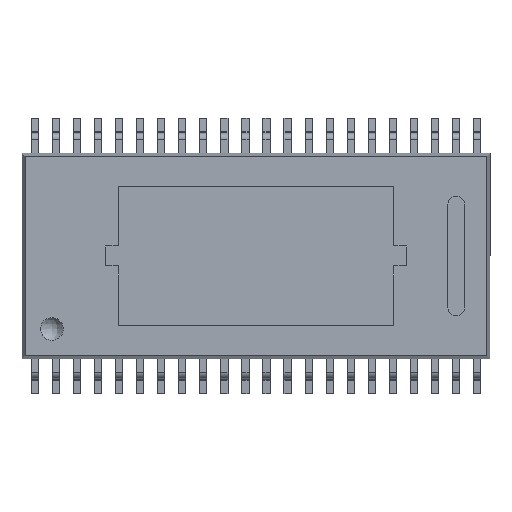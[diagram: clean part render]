
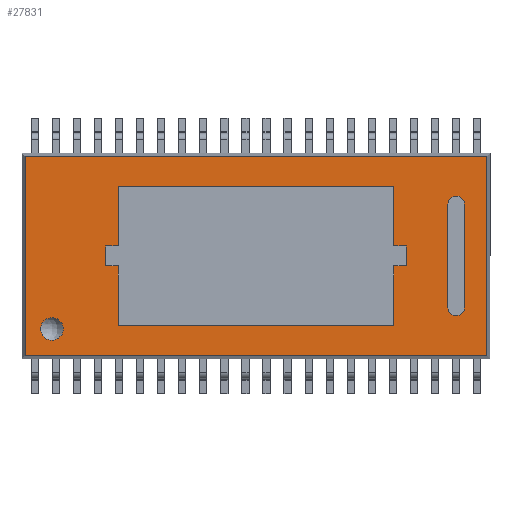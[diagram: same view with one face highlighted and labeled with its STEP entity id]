
A CAD part, top view. The second image highlights one B-rep face of the part: STEP entity #27831.
In plain terms, the highlighted planar face has unit normal (0, 0, 1).
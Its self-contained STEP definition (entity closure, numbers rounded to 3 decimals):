
#202 = VERTEX_POINT ( 'NONE', #22786 ) ;
#578 = ORIENTED_EDGE ( 'NONE', *, *, #25361, .T. ) ;
#1394 = CARTESIAN_POINT ( 'NONE',  ( 0.86, 2.04, 1.19 ) ) ;
#1568 = CARTESIAN_POINT ( 'NONE',  ( 0.824, 1.772, 1.19 ) ) ;
#1762 = VECTOR ( 'NONE', #27197, 1000. ) ;
#2296 = EDGE_CURVE ( 'NONE', #12279, #21588, #12133, .T. ) ;
#2505 = VERTEX_POINT ( 'NONE', #20672 ) ;
#2888 = VECTOR ( 'NONE', #11798, 1000. ) ;
#2898 = ORIENTED_EDGE ( 'NONE', *, *, #6516, .T. ) ;
#2980 = VECTOR ( 'NONE', #24731, 1000. ) ;
#3135 = CARTESIAN_POINT ( 'NONE',  ( 0.86, 1.95, 1.19 ) ) ;
#3273 = ORIENTED_EDGE ( 'NONE', *, *, #2296, .F. ) ;
#3315 = EDGE_LOOP ( 'NONE', ( #22596, #15276, #3273, #7056 ) ) ;
#3586 = B_SPLINE_CURVE_WITH_KNOTS ( 'NONE', 3,
 ( #28124, #6224, #1568, #13367, #30022, #13967, #23194, #16163, #30617, #23499 ),
 .UNSPECIFIED., .F., .F.,
 ( 4, 2, 2, 2, 4 ),
 ( 0., 0., 0.001, 0.001, 0.001 ),
 .UNSPECIFIED. ) ;
#3983 = CIRCLE ( 'NONE', #22852, 0.24 ) ;
#4292 = EDGE_CURVE ( 'NONE', #14328, #202, #27162, .T. ) ;
#4314 = CARTESIAN_POINT ( 'NONE',  ( -0.283, 1.15, 1.19 ) ) ;
#4660 = DIRECTION ( 'NONE',  ( 0., 1., 0. ) ) ;
#4816 = CARTESIAN_POINT ( 'NONE',  ( -0.283, 1.05, 1.19 ) ) ;
#5388 = CARTESIAN_POINT ( 'NONE',  ( -0.383, 1.05, 1.19 ) ) ;
#6084 = CARTESIAN_POINT ( 'NONE',  ( -0.383, 7.15, 1.19 ) ) ;
#6224 = CARTESIAN_POINT ( 'NONE',  ( 0.86, 1.86, 1.19 ) ) ;
#6516 = EDGE_CURVE ( 'NONE', #2505, #11305, #12114, .T. ) ;
#6798 = ORIENTED_EDGE ( 'NONE', *, *, #19620, .T. ) ;
#7056 = ORIENTED_EDGE ( 'NONE', *, *, #10104, .F. ) ;
#7756 = LINE ( 'NONE', #24892, #2980 ) ;
#7952 = LINE ( 'NONE', #12610, #1762 ) ;
#8333 = CARTESIAN_POINT ( 'NONE',  ( 12.95, 5.71, 1.19 ) ) ;
#9112 = AXIS2_PLACEMENT_3D ( 'NONE', #17723, #29061, #27316 ) ;
#9234 = VERTEX_POINT ( 'NONE', #8333 ) ;
#9321 = LINE ( 'NONE', #18818, #2888 ) ;
#9358 = DIRECTION ( 'NONE',  ( 0., 0., -1. ) ) ;
#9638 = EDGE_LOOP ( 'NONE', ( #22259, #19139 ) ) ;
#9860 = EDGE_CURVE ( 'NONE', #9234, #2505, #18371, .T. ) ;
#9906 = FACE_OUTER_BOUND ( 'NONE', #3315, .T. ) ;
#10059 = FACE_BOUND ( 'NONE', #20256, .T. ) ;
#10104 = EDGE_CURVE ( 'NONE', #29525, #12279, #7756, .T. ) ;
#10919 = DIRECTION ( 'NONE',  ( 1., 0., 0. ) ) ;
#11023 = CARTESIAN_POINT ( 'NONE',  ( 0.216, 2.127, 1.19 ) ) ;
#11305 = VERTEX_POINT ( 'NONE', #12440 ) ;
#11398 = VECTOR ( 'NONE', #25419, 1000. ) ;
#11537 = DIRECTION ( 'NONE',  ( 1., 0., 0. ) ) ;
#11798 = DIRECTION ( 'NONE',  ( -1., 0., 0. ) ) ;
#12051 = EDGE_CURVE ( 'NONE', #28318, #21128, #3586, .T. ) ;
#12114 = CIRCLE ( 'NONE', #9112, 0.24 ) ;
#12133 = LINE ( 'NONE', #4816, #23522 ) ;
#12279 = VERTEX_POINT ( 'NONE', #4314 ) ;
#12440 = CARTESIAN_POINT ( 'NONE',  ( 12.71, 2.35, 1.19 ) ) ;
#12610 = CARTESIAN_POINT ( 'NONE',  ( 12.45, 1.05, 1.19 ) ) ;
#13209 = CARTESIAN_POINT ( 'NONE',  ( 0.609, 2.29, 1.19 ) ) ;
#13260 = CARTESIAN_POINT ( 'NONE',  ( 12.71, 5.71, 1.19 ) ) ;
#13367 = CARTESIAN_POINT ( 'NONE',  ( 0.698, 1.646, 1.19 ) ) ;
#13895 = EDGE_CURVE ( 'NONE', #15748, #14328, #30336, .T. ) ;
#13967 = CARTESIAN_POINT ( 'NONE',  ( 0.43, 1.61, 1.19 ) ) ;
#14239 = DIRECTION ( 'NONE',  ( 0., 0., -1. ) ) ;
#14328 = VERTEX_POINT ( 'NONE', #19590 ) ;
#14659 = CARTESIAN_POINT ( 'NONE',  ( 0.18, 1.95, 1.19 ) ) ;
#14876 = DIRECTION ( 'NONE',  ( 0., 0., 1. ) ) ;
#14945 = ORIENTED_EDGE ( 'NONE', *, *, #13895, .T. ) ;
#15276 = ORIENTED_EDGE ( 'NONE', *, *, #22153, .F. ) ;
#15527 = VERTEX_POINT ( 'NONE', #23713 ) ;
#15572 = DIRECTION ( 'NONE',  ( 1., 0., 0. ) ) ;
#15748 = VERTEX_POINT ( 'NONE', #24445 ) ;
#16008 = CARTESIAN_POINT ( 'NONE',  ( 12.95, 1.05, 1.19 ) ) ;
#16163 = CARTESIAN_POINT ( 'NONE',  ( 0.216, 1.772, 1.19 ) ) ;
#16562 = CARTESIAN_POINT ( 'NONE',  ( 12.69, 5.71, 1.19 ) ) ;
#17070 = DIRECTION ( 'NONE',  ( 1., 0., 0. ) ) ;
#17264 = AXIS2_PLACEMENT_3D ( 'NONE', #16562, #14239, #26157 ) ;
#17320 = LINE ( 'NONE', #24809, #29993 ) ;
#17692 = CARTESIAN_POINT ( 'NONE',  ( 12.69, 2.35, 1.19 ) ) ;
#17723 = CARTESIAN_POINT ( 'NONE',  ( 12.71, 2.59, 1.19 ) ) ;
#18371 = LINE ( 'NONE', #16008, #11398 ) ;
#18818 = CARTESIAN_POINT ( 'NONE',  ( -0.383, 2.35, 1.19 ) ) ;
#19139 = ORIENTED_EDGE ( 'NONE', *, *, #22302, .T. ) ;
#19207 = ORIENTED_EDGE ( 'NONE', *, *, #4292, .T. ) ;
#19398 = FACE_BOUND ( 'NONE', #9638, .T. ) ;
#19590 = CARTESIAN_POINT ( 'NONE',  ( 12.69, 5.95, 1.19 ) ) ;
#19620 = EDGE_CURVE ( 'NONE', #11305, #27223, #9321, .T. ) ;
#20057 = CARTESIAN_POINT ( 'NONE',  ( 0.431, 2.29, 1.19 ) ) ;
#20256 = EDGE_LOOP ( 'NONE', ( #14945, #19207, #27120, #29258, #2898, #6798, #578, #25125 ) ) ;
#20355 = CARTESIAN_POINT ( 'NONE',  ( 0.343, 2.254, 1.19 ) ) ;
#20672 = CARTESIAN_POINT ( 'NONE',  ( 12.95, 2.59, 1.19 ) ) ;
#20963 = VECTOR ( 'NONE', #15572, 1000. ) ;
#21128 = VERTEX_POINT ( 'NONE', #14659 ) ;
#21145 = CARTESIAN_POINT ( 'NONE',  ( 13.618, 1.15, 1.19 ) ) ;
#21388 = EDGE_CURVE ( 'NONE', #22275, #29525, #17320, .T. ) ;
#21495 = EDGE_CURVE ( 'NONE', #202, #9234, #25479, .T. ) ;
#21588 = VERTEX_POINT ( 'NONE', #25940 ) ;
#22153 = EDGE_CURVE ( 'NONE', #21588, #22275, #27536, .T. ) ;
#22259 = ORIENTED_EDGE ( 'NONE', *, *, #12051, .T. ) ;
#22275 = VERTEX_POINT ( 'NONE', #27173 ) ;
#22302 = EDGE_CURVE ( 'NONE', #21128, #28318, #29354, .T. ) ;
#22536 = DIRECTION ( 'NONE',  ( 1., 0., 0. ) ) ;
#22596 = ORIENTED_EDGE ( 'NONE', *, *, #21388, .F. ) ;
#22762 = DIRECTION ( 'NONE',  ( 0., 0., -1. ) ) ;
#22786 = CARTESIAN_POINT ( 'NONE',  ( 12.71, 5.95, 1.19 ) ) ;
#22852 = AXIS2_PLACEMENT_3D ( 'NONE', #25463, #9358, #11537 ) ;
#23167 = VECTOR ( 'NONE', #22536, 1000. ) ;
#23194 = CARTESIAN_POINT ( 'NONE',  ( 0.342, 1.647, 1.19 ) ) ;
#23499 = CARTESIAN_POINT ( 'NONE',  ( 0.18, 1.95, 1.19 ) ) ;
#23522 = VECTOR ( 'NONE', #4660, 1000. ) ;
#23713 = CARTESIAN_POINT ( 'NONE',  ( 12.45, 2.59, 1.19 ) ) ;
#23934 = AXIS2_PLACEMENT_3D ( 'NONE', #13260, #22762, #10919 ) ;
#24445 = CARTESIAN_POINT ( 'NONE',  ( 12.45, 5.71, 1.19 ) ) ;
#24553 = PLANE ( 'NONE',  #26135 ) ;
#24731 = DIRECTION ( 'NONE',  ( -1., 0., 0. ) ) ;
#24748 = CARTESIAN_POINT ( 'NONE',  ( 0.18, 1.95, 1.19 ) ) ;
#24809 = CARTESIAN_POINT ( 'NONE',  ( 13.618, 7.25, 1.19 ) ) ;
#24892 = CARTESIAN_POINT ( 'NONE',  ( 13.718, 1.15, 1.19 ) ) ;
#24911 = CARTESIAN_POINT ( 'NONE',  ( -0.383, 5.95, 1.19 ) ) ;
#24917 = CARTESIAN_POINT ( 'NONE',  ( 0.698, 2.254, 1.19 ) ) ;
#25125 = ORIENTED_EDGE ( 'NONE', *, *, #28351, .T. ) ;
#25361 = EDGE_CURVE ( 'NONE', #27223, #15527, #3983, .T. ) ;
#25419 = DIRECTION ( 'NONE',  ( 0., -1., 0. ) ) ;
#25463 = CARTESIAN_POINT ( 'NONE',  ( 12.69, 2.59, 1.19 ) ) ;
#25479 = CIRCLE ( 'NONE', #23934, 0.24 ) ;
#25940 = CARTESIAN_POINT ( 'NONE',  ( -0.283, 7.15, 1.19 ) ) ;
#26135 = AXIS2_PLACEMENT_3D ( 'NONE', #5388, #14876, #17070 ) ;
#26157 = DIRECTION ( 'NONE',  ( 1., 0., 0. ) ) ;
#27056 = DIRECTION ( 'NONE',  ( 0., -1., 0. ) ) ;
#27120 = ORIENTED_EDGE ( 'NONE', *, *, #21495, .T. ) ;
#27162 = LINE ( 'NONE', #24911, #23167 ) ;
#27173 = CARTESIAN_POINT ( 'NONE',  ( 13.618, 7.15, 1.19 ) ) ;
#27197 = DIRECTION ( 'NONE',  ( 0., 1., 0. ) ) ;
#27223 = VERTEX_POINT ( 'NONE', #17692 ) ;
#27316 = DIRECTION ( 'NONE',  ( 1., 0., 0. ) ) ;
#27329 = CARTESIAN_POINT ( 'NONE',  ( 0.823, 2.128, 1.19 ) ) ;
#27536 = LINE ( 'NONE', #6084, #20963 ) ;
#27831 = ADVANCED_FACE ( 'NONE', ( #9906, #19398, #10059 ), #24553, .T. ) ;
#28124 = CARTESIAN_POINT ( 'NONE',  ( 0.86, 1.95, 1.19 ) ) ;
#28318 = VERTEX_POINT ( 'NONE', #3135 ) ;
#28351 = EDGE_CURVE ( 'NONE', #15527, #15748, #7952, .T. ) ;
#29061 = DIRECTION ( 'NONE',  ( 0., 0., -1. ) ) ;
#29258 = ORIENTED_EDGE ( 'NONE', *, *, #9860, .T. ) ;
#29354 = B_SPLINE_CURVE_WITH_KNOTS ( 'NONE', 3,
 ( #24748, #29533, #11023, #20355, #20057, #13209, #24917, #27329, #1394, #30163 ),
 .UNSPECIFIED., .F., .F.,
 ( 4, 2, 2, 2, 4 ),
 ( 0.001, 0.001, 0.002, 0.002, 0.002 ),
 .UNSPECIFIED. ) ;
#29525 = VERTEX_POINT ( 'NONE', #21145 ) ;
#29533 = CARTESIAN_POINT ( 'NONE',  ( 0.18, 2.039, 1.19 ) ) ;
#29993 = VECTOR ( 'NONE', #27056, 1000. ) ;
#30022 = CARTESIAN_POINT ( 'NONE',  ( 0.61, 1.609, 1.19 ) ) ;
#30163 = CARTESIAN_POINT ( 'NONE',  ( 0.86, 1.95, 1.19 ) ) ;
#30336 = CIRCLE ( 'NONE', #17264, 0.24 ) ;
#30617 = CARTESIAN_POINT ( 'NONE',  ( 0.18, 1.861, 1.19 ) ) ;
